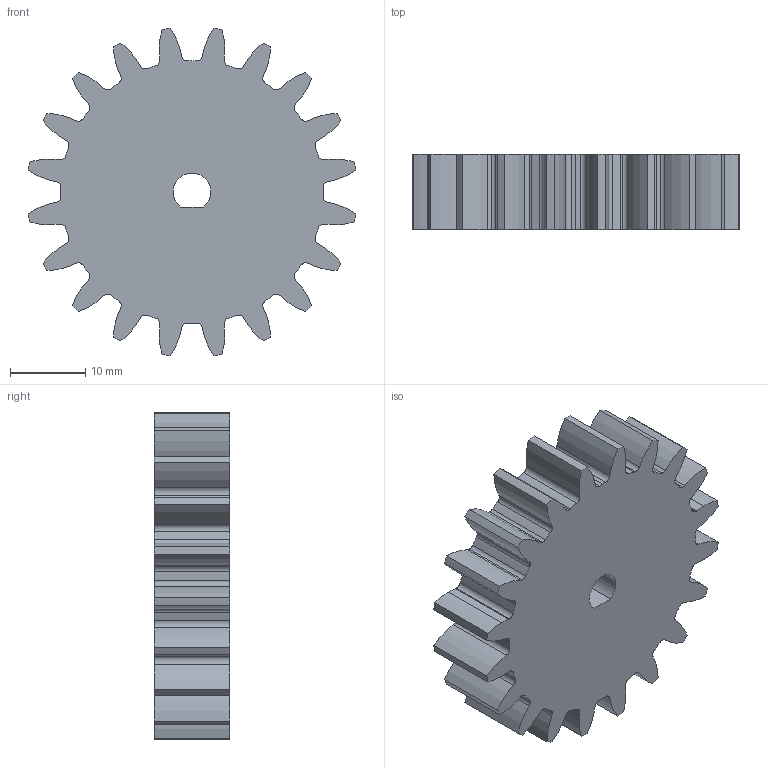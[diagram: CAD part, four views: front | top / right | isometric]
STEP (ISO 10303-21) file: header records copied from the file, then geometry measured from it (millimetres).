
FILE_DESCRIPTION (( 'STEP AP203' ), '1' );
FILE_NAME ('GearMotor.STEP', '2025-07-14T14:59:17', ( '' ), ( '' ), 'SwSTEP 2.0', 'SolidWorks 2023', '' );
FILE_SCHEMA (( 'CONFIG_CONTROL_DESIGN' ));
Length unit declared in the file: millimetre
Products named in the file (1): GearMotor
Bounding box: 43.62 x 10 x 43.62 mm (x, y, z)
Volume: 11660.1 mm3; surface area: 4997.2 mm2
Topology: 1 solids, 1 shells, 137 faces, 405 edges, 270 vertices
Faces by surface type: cylinder 134, plane 3
Entity records: 4828 total; most frequent: DIRECTION 949, CARTESIAN_POINT 813, ORIENTED_EDGE 810, AXIS2_PLACEMENT_3D 406, EDGE_CURVE 405, VERTEX_POINT 270, CIRCLE 268, EDGE_LOOP 139
